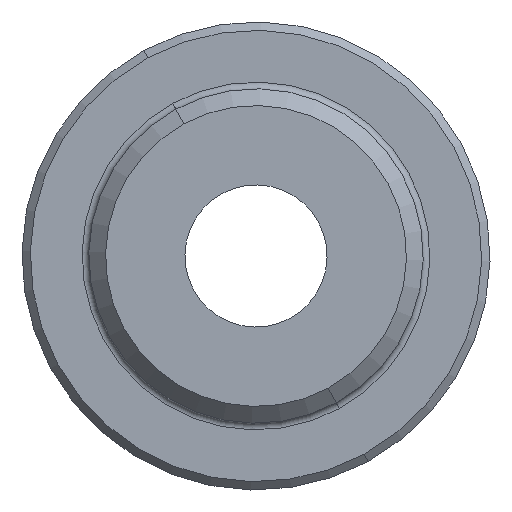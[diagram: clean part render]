
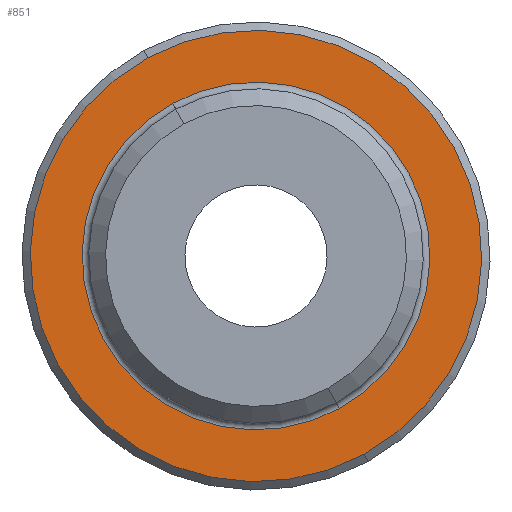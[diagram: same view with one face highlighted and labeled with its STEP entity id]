
A CAD part, left-side view. The second image highlights one B-rep face of the part: STEP entity #851.
In plain terms, the highlighted planar face has unit normal (-1, 0, 0).
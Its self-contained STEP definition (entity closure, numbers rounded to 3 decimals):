
#390=CARTESIAN_POINT('Vertex',(-46.,9.972,18.254)) ;
#393=CARTESIAN_POINT('Axis2P3D Location',(-46.,0.,0.)) ;
#397=CARTESIAN_POINT('Vertex',(-46.,-9.972,-18.254)) ;
#412=CARTESIAN_POINT('Axis2P3D Location',(-46.,0.,0.)) ;
#429=CARTESIAN_POINT('Axis2P3D Location',(-46.,0.,0.)) ;
#433=CARTESIAN_POINT('Vertex',(-46.,12.944,23.695)) ;
#435=CARTESIAN_POINT('Vertex',(-46.,-12.944,-23.695)) ;
#464=CARTESIAN_POINT('Axis2P3D Location',(-46.,0.,0.)) ;
#838=CARTESIAN_POINT('Axis2P3D Location',(-46.,0.,27.)) ;
#394=DIRECTION('Axis2P3D Direction',(-1.,0.,0.)) ;
#413=DIRECTION('Axis2P3D Direction',(-1.,0.,0.)) ;
#430=DIRECTION('Axis2P3D Direction',(1.,-0.,0.)) ;
#465=DIRECTION('Axis2P3D Direction',(1.,-0.,0.)) ;
#839=DIRECTION('Axis2P3D Direction',(-1.,0.,0.)) ;
#840=DIRECTION('Axis2P3D XDirection',(0.,1.,0.)) ;
#395=AXIS2_PLACEMENT_3D('Circle Axis2P3D',#393,#394,$) ;
#414=AXIS2_PLACEMENT_3D('Circle Axis2P3D',#412,#413,$) ;
#431=AXIS2_PLACEMENT_3D('Circle Axis2P3D',#429,#430,$) ;
#466=AXIS2_PLACEMENT_3D('Circle Axis2P3D',#464,#465,$) ;
#841=AXIS2_PLACEMENT_3D('Plane Axis2P3D',#838,#839,#840) ;
#844=ORIENTED_EDGE('',*,*,#468,.T.) ;
#845=ORIENTED_EDGE('',*,*,#437,.T.) ;
#848=ORIENTED_EDGE('',*,*,#399,.F.) ;
#849=ORIENTED_EDGE('',*,*,#416,.F.) ;
#850=FACE_BOUND('',#847,.T.) ;
#851=ADVANCED_FACE('Corps principal',(#846,#850),#842,.T.) ;
#396=CIRCLE('generated circle',#395,20.8) ;
#415=CIRCLE('generated circle',#414,20.8) ;
#432=CIRCLE('generated circle',#431,27.) ;
#467=CIRCLE('generated circle',#466,27.) ;
#399=EDGE_CURVE('',#391,#398,#396,.T.) ;
#416=EDGE_CURVE('',#398,#391,#415,.T.) ;
#437=EDGE_CURVE('',#434,#436,#432,.F.) ;
#468=EDGE_CURVE('',#436,#434,#467,.F.) ;
#843=EDGE_LOOP('',(#844,#845)) ;
#847=EDGE_LOOP('',(#848,#849)) ;
#846=FACE_OUTER_BOUND('',#843,.T.) ;
#842=PLANE('',#841) ;
#391=VERTEX_POINT('',#390) ;
#398=VERTEX_POINT('',#397) ;
#434=VERTEX_POINT('',#433) ;
#436=VERTEX_POINT('',#435) ;
